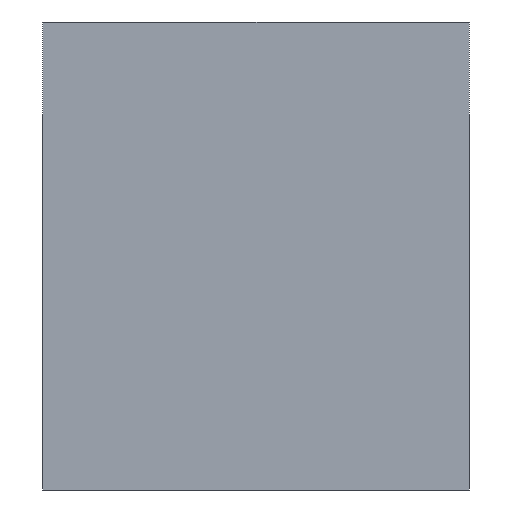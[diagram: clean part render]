
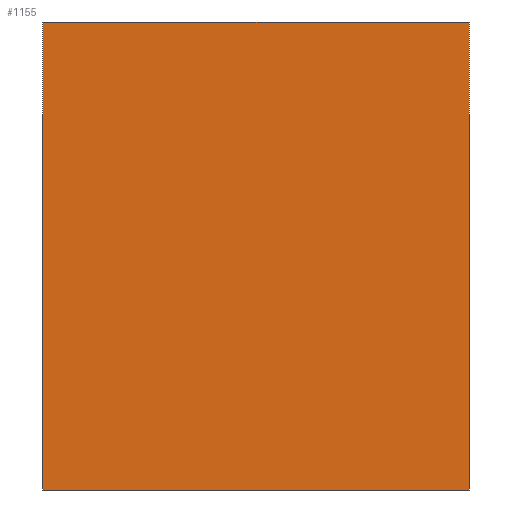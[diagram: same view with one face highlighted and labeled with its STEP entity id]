
A CAD part, left-side view. The second image highlights one B-rep face of the part: STEP entity #1155.
In plain terms, the highlighted planar face has unit normal (-1, 0, 0).
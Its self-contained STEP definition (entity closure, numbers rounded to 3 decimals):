
#53=PLANE('',#1207);
#115=FACE_OUTER_BOUND('',#182,.T.);
#182=EDGE_LOOP('',(#1041,#1042,#1043,#1044));
#283=LINE('',#2109,#400);
#298=LINE('',#2142,#415);
#300=LINE('',#2145,#417);
#301=LINE('',#2146,#418);
#400=VECTOR('',#1364,10.);
#415=VECTOR('',#1391,10.);
#417=VECTOR('',#1395,10.);
#418=VECTOR('',#1396,10.);
#564=VERTEX_POINT('',#2103);
#566=VERTEX_POINT('',#2107);
#577=VERTEX_POINT('',#2139);
#578=VERTEX_POINT('',#2141);
#723=EDGE_CURVE('',#566,#564,#283,.T.);
#738=EDGE_CURVE('',#578,#577,#298,.T.);
#740=EDGE_CURVE('',#564,#577,#300,.T.);
#741=EDGE_CURVE('',#578,#566,#301,.T.);
#1041=ORIENTED_EDGE('',*,*,#740,.F.);
#1042=ORIENTED_EDGE('',*,*,#723,.F.);
#1043=ORIENTED_EDGE('',*,*,#741,.F.);
#1044=ORIENTED_EDGE('',*,*,#738,.T.);
#1155=ADVANCED_FACE('',(#115),#53,.T.);
#1207=AXIS2_PLACEMENT_3D('',#2144,#1393,#1394);
#1364=DIRECTION('',(0.,-1.,0.));
#1391=DIRECTION('',(0.,-1.,0.));
#1393=DIRECTION('center_axis',(-1.,0.,0.));
#1394=DIRECTION('ref_axis',(0.,0.,-1.));
#1395=DIRECTION('',(0.,0.,-1.));
#1396=DIRECTION('',(0.,0.,1.));
#2103=CARTESIAN_POINT('',(185.,-160.,25.));
#2107=CARTESIAN_POINT('',(185.,-137.2,25.));
#2109=CARTESIAN_POINT('',(185.,-137.2,25.));
#2139=CARTESIAN_POINT('',(185.,-160.,0.));
#2141=CARTESIAN_POINT('',(185.,-137.2,0.));
#2142=CARTESIAN_POINT('',(185.,-137.2,0.));
#2144=CARTESIAN_POINT('Origin',(185.,-137.2,25.));
#2145=CARTESIAN_POINT('',(185.,-160.,18.75));
#2146=CARTESIAN_POINT('',(185.,-137.2,0.));
